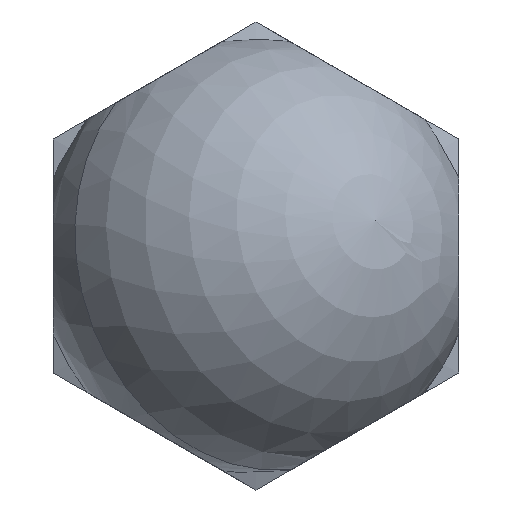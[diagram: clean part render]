
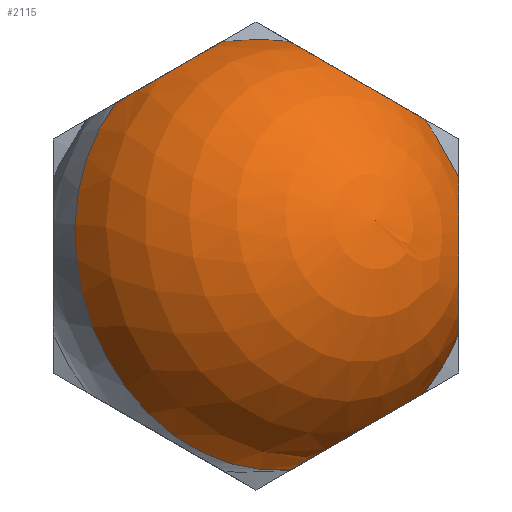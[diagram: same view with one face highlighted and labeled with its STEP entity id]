
A CAD part, front view. The second image highlights one B-rep face of the part: STEP entity #2115.
In plain terms, the highlighted spherical face has radius 7.5 mm.
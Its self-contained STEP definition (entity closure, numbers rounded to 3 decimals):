
#59 = DIRECTION ( 'NONE',  ( 0., 0., -1. ) ) ;
#63 = DIRECTION ( 'NONE',  ( -0.5, 0., -0.866 ) ) ;
#66 = DIRECTION ( 'NONE',  ( 0.83, 0.558, 0. ) ) ;
#68 = CARTESIAN_POINT ( 'NONE',  ( 1.232, -15.124, -7.372 ) ) ;
#86 = VERTEX_POINT ( 'NONE', #218 ) ;
#126 = EDGE_CURVE ( 'NONE', #86, #621, #366, .T. ) ;
#176 = FACE_OUTER_BOUND ( 'NONE', #428, .T. ) ;
#185 = DIRECTION ( 'NONE',  ( -0.83, -0.558, 0. ) ) ;
#208 = EDGE_CURVE ( 'NONE', #546, #451, #793, .T. ) ;
#212 = ORIENTED_EDGE ( 'NONE', *, *, #1386, .F. ) ;
#218 = CARTESIAN_POINT ( 'NONE',  ( 5.832, -14.5, 4.716 ) ) ;
#252 = DIRECTION ( 'NONE',  ( 0., 0., -1. ) ) ;
#264 = VERTEX_POINT ( 'NONE', #302 ) ;
#265 = DIRECTION ( 'NONE',  ( -0.866, 0., -0.5 ) ) ;
#277 = DIRECTION ( 'NONE',  ( -1., 0., 0. ) ) ;
#288 = DIRECTION ( 'NONE',  ( -0.551, 0.819, -0.161 ) ) ;
#293 = DIRECTION ( 'NONE',  ( 0.866, 0., 0.5 ) ) ;
#297 = CARTESIAN_POINT ( 'NONE',  ( 0., -14.5, 0. ) ) ;
#302 = CARTESIAN_POINT ( 'NONE',  ( 2.872, -11.35, 6.171 ) ) ;
#365 = AXIS2_PLACEMENT_3D ( 'NONE', #1019, #1519, #59 ) ;
#366 = CIRCLE ( 'NONE', #1767, 2.693 ) ;
#370 = AXIS2_PLACEMENT_3D ( 'NONE', #1260, #277, #252 ) ;
#394 = VERTEX_POINT ( 'NONE', #955 ) ;
#395 = ORIENTED_EDGE ( 'NONE', *, *, #561, .T. ) ;
#425 = AXIS2_PLACEMENT_3D ( 'NONE', #1609, #288, #602 ) ;
#428 = EDGE_LOOP ( 'NONE', ( #212, #1854, #1115, #395, #1265, #1088 ) ) ;
#429 = CARTESIAN_POINT ( 'NONE',  ( 4.833, -12.29, -5.293 ) ) ;
#451 = VERTEX_POINT ( 'NONE', #786 ) ;
#452 = CARTESIAN_POINT ( 'NONE',  ( -3.5, -14.5, 6.062 ) ) ;
#461 = DIRECTION ( 'NONE',  ( -0.551, 0.819, -0.161 ) ) ;
#520 = EDGE_CURVE ( 'NONE', #1315, #394, #1825, .T. ) ;
#546 = VERTEX_POINT ( 'NONE', #1852 ) ;
#560 = CARTESIAN_POINT ( 'NONE',  ( 3.5, -14.5, 6.062 ) ) ;
#561 = EDGE_CURVE ( 'NONE', #780, #264, #1051, .T. ) ;
#573 = VERTEX_POINT ( 'NONE', #880 ) ;
#602 = DIRECTION ( 'NONE',  ( -0.83, -0.558, 0. ) ) ;
#614 = CIRCLE ( 'NONE', #1481, 7.5 ) ;
#617 = CIRCLE ( 'NONE', #425, 7.5 ) ;
#621 = VERTEX_POINT ( 'NONE', #2009 ) ;
#636 = DIRECTION ( 'NONE',  ( 0.83, 0.558, 0. ) ) ;
#640 = FACE_BOUND ( 'NONE', #1783, .T. ) ;
#699 = CARTESIAN_POINT ( 'NONE',  ( 0., -14.5, 0. ) ) ;
#717 = CIRCLE ( 'NONE', #746, 2.693 ) ;
#746 = AXIS2_PLACEMENT_3D ( 'NONE', #1573, #1902, #265 ) ;
#767 = EDGE_CURVE ( 'NONE', #1909, #780, #717, .T. ) ;
#780 = VERTEX_POINT ( 'NONE', #429 ) ;
#786 = CARTESIAN_POINT ( 'NONE',  ( -4.833, -16.71, 5.293 ) ) ;
#787 = DIRECTION ( 'NONE',  ( 0.551, -0.819, 0.161 ) ) ;
#793 = CIRCLE ( 'NONE', #1872, 2.693 ) ;
#798 = ORIENTED_EDGE ( 'NONE', *, *, #1033, .T. ) ;
#880 = CARTESIAN_POINT ( 'NONE',  ( -2.872, -17.65, -6.171 ) ) ;
#955 = CARTESIAN_POINT ( 'NONE',  ( 7., -14.5, 2.693 ) ) ;
#1006 = EDGE_CURVE ( 'NONE', #546, #264, #1104, .T. ) ;
#1019 = CARTESIAN_POINT ( 'NONE',  ( 7., -14.5, 0. ) ) ;
#1033 = EDGE_CURVE ( 'NONE', #621, #86, #2003, .T. ) ;
#1051 = CIRCLE ( 'NONE', #1529, 7.5 ) ;
#1088 = ORIENTED_EDGE ( 'NONE', *, *, #208, .T. ) ;
#1104 = CIRCLE ( 'NONE', #1231, 7.5 ) ;
#1115 = ORIENTED_EDGE ( 'NONE', *, *, #767, .T. ) ;
#1152 = AXIS2_PLACEMENT_3D ( 'NONE', #1517, #1989, #1333 ) ;
#1168 = ORIENTED_EDGE ( 'NONE', *, *, #1624, .T. ) ;
#1181 = DIRECTION ( 'NONE',  ( -0.551, 0.819, -0.161 ) ) ;
#1195 = ORIENTED_EDGE ( 'NONE', *, *, #126, .T. ) ;
#1231 = AXIS2_PLACEMENT_3D ( 'NONE', #1338, #1181, #185 ) ;
#1260 = CARTESIAN_POINT ( 'NONE',  ( 7., -14.5, 0. ) ) ;
#1265 = ORIENTED_EDGE ( 'NONE', *, *, #1006, .F. ) ;
#1315 = VERTEX_POINT ( 'NONE', #1906 ) ;
#1333 = DIRECTION ( 'NONE',  ( 0.866, 0., -0.5 ) ) ;
#1338 = CARTESIAN_POINT ( 'NONE',  ( 0., -14.5, 0. ) ) ;
#1386 = EDGE_CURVE ( 'NONE', #573, #451, #617, .T. ) ;
#1418 = SPHERICAL_SURFACE ( 'NONE', #1907, 7.5 ) ;
#1481 = AXIS2_PLACEMENT_3D ( 'NONE', #1627, #787, #636 ) ;
#1517 = CARTESIAN_POINT ( 'NONE',  ( 3.5, -14.5, 6.062 ) ) ;
#1519 = DIRECTION ( 'NONE',  ( -1., 0., 0. ) ) ;
#1523 = DIRECTION ( 'NONE',  ( 0.551, -0.819, 0.161 ) ) ;
#1529 = AXIS2_PLACEMENT_3D ( 'NONE', #699, #1523, #66 ) ;
#1573 = CARTESIAN_POINT ( 'NONE',  ( 3.5, -14.5, -6.062 ) ) ;
#1609 = CARTESIAN_POINT ( 'NONE',  ( 0., -14.5, 0. ) ) ;
#1613 = ORIENTED_EDGE ( 'NONE', *, *, #520, .T. ) ;
#1624 = EDGE_CURVE ( 'NONE', #394, #1315, #2074, .T. ) ;
#1627 = CARTESIAN_POINT ( 'NONE',  ( 0., -14.5, 0. ) ) ;
#1719 = DIRECTION ( 'NONE',  ( 0.866, 0., -0.5 ) ) ;
#1767 = AXIS2_PLACEMENT_3D ( 'NONE', #560, #63, #1719 ) ;
#1783 = EDGE_LOOP ( 'NONE', ( #1613, #1168 ) ) ;
#1791 = DIRECTION ( 'NONE',  ( 0.741, 0.392, -0.545 ) ) ;
#1825 = CIRCLE ( 'NONE', #365, 2.693 ) ;
#1844 = FACE_BOUND ( 'NONE', #1936, .T. ) ;
#1852 = CARTESIAN_POINT ( 'NONE',  ( -1.232, -13.876, 7.372 ) ) ;
#1854 = ORIENTED_EDGE ( 'NONE', *, *, #2067, .T. ) ;
#1872 = AXIS2_PLACEMENT_3D ( 'NONE', #452, #1917, #293 ) ;
#1902 = DIRECTION ( 'NONE',  ( -0.5, 0., 0.866 ) ) ;
#1906 = CARTESIAN_POINT ( 'NONE',  ( 7., -14.5, -2.693 ) ) ;
#1907 = AXIS2_PLACEMENT_3D ( 'NONE', #297, #461, #1791 ) ;
#1909 = VERTEX_POINT ( 'NONE', #68 ) ;
#1917 = DIRECTION ( 'NONE',  ( 0.5, 0., -0.866 ) ) ;
#1936 = EDGE_LOOP ( 'NONE', ( #1195, #798 ) ) ;
#1989 = DIRECTION ( 'NONE',  ( -0.5, 0., -0.866 ) ) ;
#2003 = CIRCLE ( 'NONE', #1152, 2.693 ) ;
#2009 = CARTESIAN_POINT ( 'NONE',  ( 1.168, -14.5, 7.408 ) ) ;
#2067 = EDGE_CURVE ( 'NONE', #573, #1909, #614, .T. ) ;
#2074 = CIRCLE ( 'NONE', #370, 2.693 ) ;
#2115 = ADVANCED_FACE ( 'NONE', ( #176, #640, #1844 ), #1418, .T. ) ;
